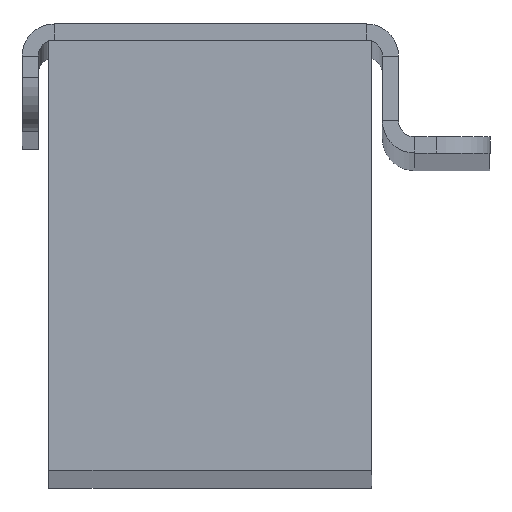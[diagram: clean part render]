
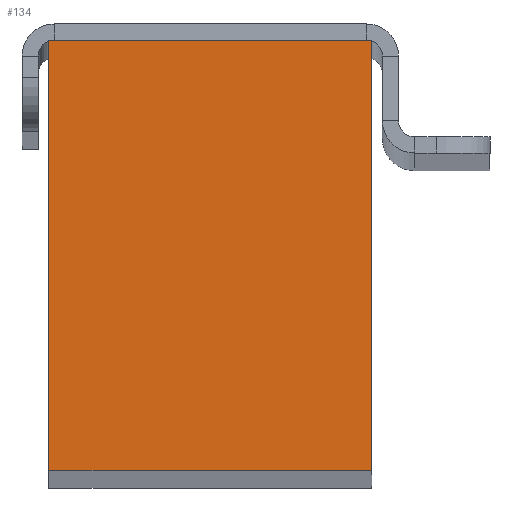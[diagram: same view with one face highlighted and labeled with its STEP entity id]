
A CAD part, top view. The second image highlights one B-rep face of the part: STEP entity #134.
In plain terms, the highlighted planar face has unit normal (0, 0, 1).
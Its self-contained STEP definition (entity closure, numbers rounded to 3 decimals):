
#31 = CARTESIAN_POINT ( 'NONE',  ( 40., -15., 471. ) ) ;
#34 = VECTOR ( 'NONE', #1083, 1000. ) ;
#37 = ORIENTED_EDGE ( 'NONE', *, *, #1169, .F. ) ;
#72 = EDGE_CURVE ( 'NONE', #999, #1266, #581, .T. ) ;
#87 = DIRECTION ( 'NONE',  ( 0., 0., -1. ) ) ;
#124 = VECTOR ( 'NONE', #500, 1000. ) ;
#134 = ADVANCED_FACE ( 'NONE', ( #398 ), #1250, .F. ) ;
#286 = CARTESIAN_POINT ( 'NONE',  ( 40., 15., 471. ) ) ;
#308 = CARTESIAN_POINT ( 'NONE',  ( 40., -15., 471. ) ) ;
#322 = LINE ( 'NONE', #541, #34 ) ;
#390 = CARTESIAN_POINT ( 'NONE',  ( 0., 15., 471. ) ) ;
#398 = FACE_OUTER_BOUND ( 'NONE', #954, .T. ) ;
#447 = ORIENTED_EDGE ( 'NONE', *, *, #522, .T. ) ;
#500 = DIRECTION ( 'NONE',  ( -1., 0., 0. ) ) ;
#522 = EDGE_CURVE ( 'NONE', #1086, #1132, #322, .T. ) ;
#541 = CARTESIAN_POINT ( 'NONE',  ( 40., 15., 471. ) ) ;
#581 = LINE ( 'NONE', #607, #124 ) ;
#594 = DIRECTION ( 'NONE',  ( 0., -1., 0. ) ) ;
#607 = CARTESIAN_POINT ( 'NONE',  ( 40., -15., 471. ) ) ;
#692 = VECTOR ( 'NONE', #694, 1000. ) ;
#694 = DIRECTION ( 'NONE',  ( 0., -1., 0. ) ) ;
#701 = LINE ( 'NONE', #908, #692 ) ;
#708 = ORIENTED_EDGE ( 'NONE', *, *, #1103, .T. ) ;
#741 = CARTESIAN_POINT ( 'NONE',  ( 0., -15., 471. ) ) ;
#889 = AXIS2_PLACEMENT_3D ( 'NONE', #308, #87, #1382 ) ;
#908 = CARTESIAN_POINT ( 'NONE',  ( 40., -15., 471. ) ) ;
#928 = LINE ( 'NONE', #1139, #1229 ) ;
#954 = EDGE_LOOP ( 'NONE', ( #708, #1148, #37, #447 ) ) ;
#999 = VERTEX_POINT ( 'NONE', #31 ) ;
#1083 = DIRECTION ( 'NONE',  ( -1., 0., 0. ) ) ;
#1086 = VERTEX_POINT ( 'NONE', #286 ) ;
#1103 = EDGE_CURVE ( 'NONE', #1132, #1266, #928, .T. ) ;
#1132 = VERTEX_POINT ( 'NONE', #390 ) ;
#1139 = CARTESIAN_POINT ( 'NONE',  ( 0., -15., 471. ) ) ;
#1148 = ORIENTED_EDGE ( 'NONE', *, *, #72, .F. ) ;
#1169 = EDGE_CURVE ( 'NONE', #1086, #999, #701, .T. ) ;
#1229 = VECTOR ( 'NONE', #594, 1000. ) ;
#1250 = PLANE ( 'NONE',  #889 ) ;
#1266 = VERTEX_POINT ( 'NONE', #741 ) ;
#1382 = DIRECTION ( 'NONE',  ( -1., 0., 0. ) ) ;
